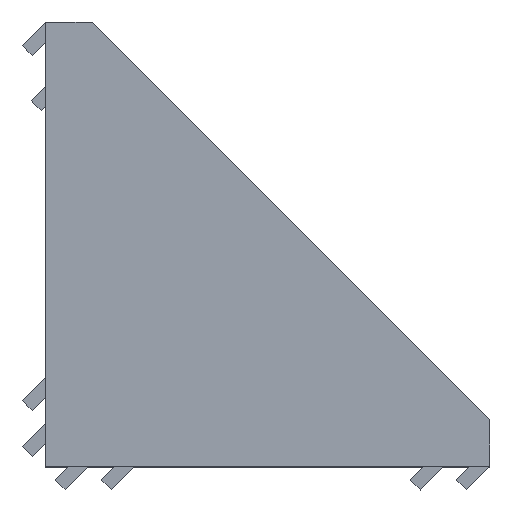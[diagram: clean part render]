
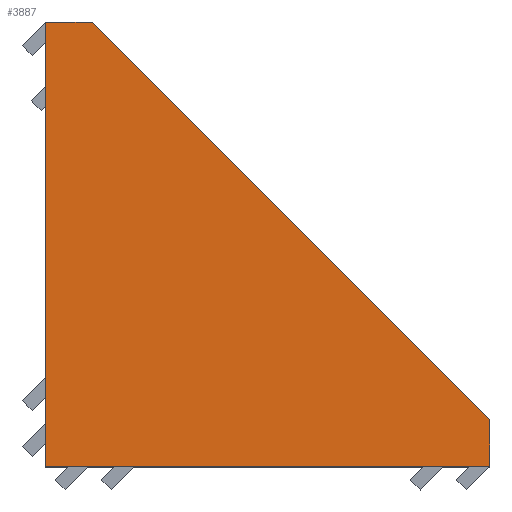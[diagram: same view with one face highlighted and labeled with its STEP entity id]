
A CAD part, top view. The second image highlights one B-rep face of the part: STEP entity #3887.
In plain terms, the highlighted planar face has unit normal (0, 0, 1).
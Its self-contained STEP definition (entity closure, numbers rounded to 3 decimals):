
#132 = EDGE_CURVE ( 'NONE', #3592, #805, #1872, .T. ) ;
#138 = VECTOR ( 'NONE', #867, 1000. ) ;
#239 = EDGE_CURVE ( 'NONE', #805, #2644, #3200, .T. ) ;
#295 = PLANE ( 'NONE',  #2176 ) ;
#371 = VERTEX_POINT ( 'NONE', #2477 ) ;
#471 = LINE ( 'NONE', #4156, #1119 ) ;
#497 = DIRECTION ( 'NONE',  ( 0., 1., 0. ) ) ;
#535 = VECTOR ( 'NONE', #3093, 1000. ) ;
#755 = ORIENTED_EDGE ( 'NONE', *, *, #865, .T. ) ;
#805 = VERTEX_POINT ( 'NONE', #1107 ) ;
#845 = EDGE_LOOP ( 'NONE', ( #2039, #4102, #2003, #755, #1072 ) ) ;
#865 = EDGE_CURVE ( 'NONE', #2644, #371, #471, .T. ) ;
#867 = DIRECTION ( 'NONE',  ( 1., 0., 0. ) ) ;
#970 = DIRECTION ( 'NONE',  ( 0., -1., 0. ) ) ;
#1072 = ORIENTED_EDGE ( 'NONE', *, *, #2038, .T. ) ;
#1107 = CARTESIAN_POINT ( 'NONE',  ( 0., 0., 29. ) ) ;
#1119 = VECTOR ( 'NONE', #497, 1000. ) ;
#1566 = CARTESIAN_POINT ( 'NONE',  ( 6., 57., 29. ) ) ;
#1868 = CARTESIAN_POINT ( 'NONE',  ( 6., 57., 29. ) ) ;
#1872 = LINE ( 'NONE', #2576, #3160 ) ;
#2003 = ORIENTED_EDGE ( 'NONE', *, *, #239, .T. ) ;
#2038 = EDGE_CURVE ( 'NONE', #371, #3746, #2082, .T. ) ;
#2039 = ORIENTED_EDGE ( 'NONE', *, *, #2521, .T. ) ;
#2082 = LINE ( 'NONE', #3117, #535 ) ;
#2176 = AXIS2_PLACEMENT_3D ( 'NONE', #3979, #3343, #4001 ) ;
#2425 = VECTOR ( 'NONE', #2969, 1000. ) ;
#2477 = CARTESIAN_POINT ( 'NONE',  ( 57., 6., 29. ) ) ;
#2499 = CARTESIAN_POINT ( 'NONE',  ( 0., 57., 29. ) ) ;
#2521 = EDGE_CURVE ( 'NONE', #3746, #3592, #2928, .T. ) ;
#2576 = CARTESIAN_POINT ( 'NONE',  ( 0., 57., 29. ) ) ;
#2644 = VERTEX_POINT ( 'NONE', #3748 ) ;
#2928 = LINE ( 'NONE', #1566, #2425 ) ;
#2969 = DIRECTION ( 'NONE',  ( -1., 0., 0. ) ) ;
#3093 = DIRECTION ( 'NONE',  ( -0.707, 0.707, 0. ) ) ;
#3117 = CARTESIAN_POINT ( 'NONE',  ( 57., 6., 29. ) ) ;
#3160 = VECTOR ( 'NONE', #970, 1000. ) ;
#3200 = LINE ( 'NONE', #4211, #138 ) ;
#3343 = DIRECTION ( 'NONE',  ( 0., 0., 1. ) ) ;
#3592 = VERTEX_POINT ( 'NONE', #2499 ) ;
#3746 = VERTEX_POINT ( 'NONE', #1868 ) ;
#3748 = CARTESIAN_POINT ( 'NONE',  ( 57., 0., 29. ) ) ;
#3887 = ADVANCED_FACE ( 'NONE', ( #4322 ), #295, .T. ) ;
#3979 = CARTESIAN_POINT ( 'NONE',  ( 0., 0., 29. ) ) ;
#4001 = DIRECTION ( 'NONE',  ( 1., 0., 0. ) ) ;
#4102 = ORIENTED_EDGE ( 'NONE', *, *, #132, .T. ) ;
#4156 = CARTESIAN_POINT ( 'NONE',  ( 57., 0., 29. ) ) ;
#4211 = CARTESIAN_POINT ( 'NONE',  ( 0., 0., 29. ) ) ;
#4322 = FACE_OUTER_BOUND ( 'NONE', #845, .T. ) ;
